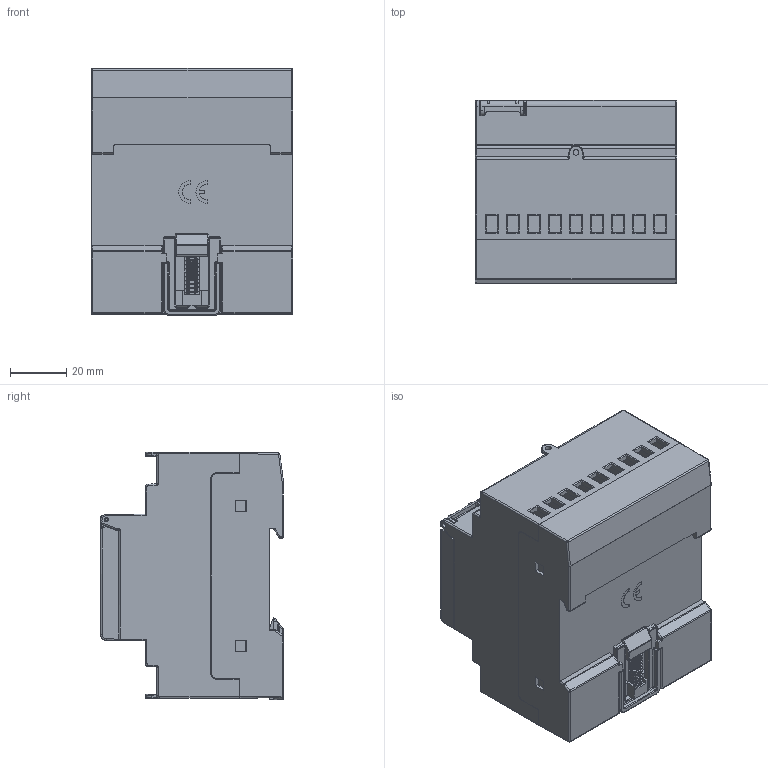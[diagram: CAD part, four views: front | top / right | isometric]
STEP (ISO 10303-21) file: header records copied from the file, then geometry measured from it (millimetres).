
FILE_DESCRIPTION((''),'2;1');
FILE_NAME('MEMO_BUS_4DIN_ASM','2019-09-12T',('Gianni'),(''),'CREO PARAMETRIC BY PTC INC, 2018360','CREO PARAMETRIC BY PTC INC, 2018360','');
FILE_SCHEMA(('CONFIG_CONTROL_DESIGN'));
Products named in the file (31): V3PP01387; V3PP00339; V3PP00034; V3PM00011_AF0; V3PP00568_ASM; V3PP01062; ASTUCCIO_PILA_3DIN_ASM; V3PP01061; V3PP00753; 0000000042; 0000000044; 0000000043_ASM; 0000000046; 0000000047; 0000000045_ASM; DAY_KNX; 0000000048; 0000000050; 0000000036; 0000000049_ASM; 0000000034; 0000000038; 0000000037_ASM; 0000000052; 0000000051; 0000000053; 0000000054; V3DY00070_ASM; V3TA00039; MEMO_BUS_4D_ASM; MEMO_BUS_4DIN_ASM
Assembly tree (53 placements, depth 5):
  MEMO_BUS_4DIN_ASM
    MEMO_BUS_4D_ASM
      V3PP01387
      V3PP00568_ASM
        V3PP00339
        V3PP00034
        V3PM00011_AF0
      ASTUCCIO_PILA_3DIN_ASM
        V3PP01062
      V3PP01061
      V3PP00753
      V3DY00070_ASM
        0000000042
        0000000043_ASM
          0000000044  x18
        0000000045_ASM
          0000000046  x4
          0000000047
        DAY_KNX
        0000000048
        0000000049_ASM
          0000000050
          0000000036
        0000000037_ASM
          0000000034
          0000000036
          0000000038
        0000000052  x2
        0000000051  x2
        0000000053
        0000000054
      V3TA00039
Bounding box: 71.71 x 65.01 x 88 mm (x, y, z)
Volume: 79624.1 mm3; surface area: 102732.3 mm2
Topology: 322 solids, 322 shells, 5669 faces, 14202 edges, 9224 vertices
Faces by surface type: plane 3894, cylinder 954, extrusion 304, bspline 198, cone 190, torus 97, sphere 32
Entity records: 135068 total; most frequent: CARTESIAN_POINT 39249, ORIENTED_EDGE 20630, DIRECTION 17960, EDGE_CURVE 10315, VECTOR 8016, LINE 7727, VERTEX_POINT 6644, AXIS2_PLACEMENT_3D 4972
